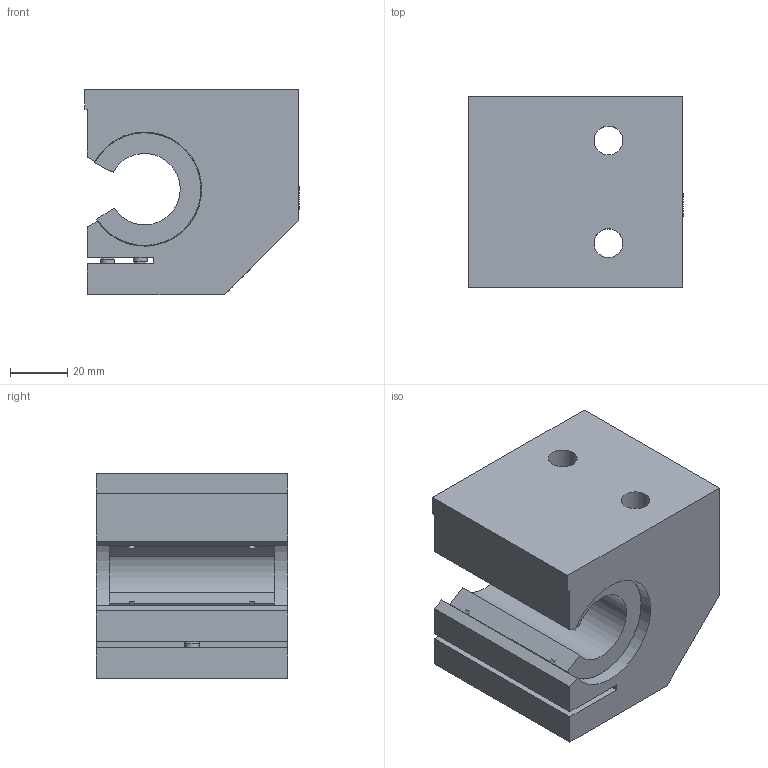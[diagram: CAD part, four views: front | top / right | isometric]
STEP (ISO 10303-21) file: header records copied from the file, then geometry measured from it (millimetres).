
FILE_DESCRIPTION(/* description */ ('Gehäuseeinheit mit seitlichem Segmentausschnitt und einstellbar'),/* implementation_level */ '2;1');
FILE_NAME(/* name */ '190600-0.step',/* time_stamp */ '2021-08-18T15:49:42+02:00',/* author */ ('MuellerJ'),/* organization */ (''),/* preprocessor_version */ 'ST-DEVELOPER v18.1',/* originating_system */ 'Autodesk Inventor 2021',/* authorisation */ '');
FILE_SCHEMA (('AUTOMOTIVE_DESIGN { 1 0 10303 214 3 1 1 }'));
Length unit declared in the file: millimetre
Products named in the file (3): leer; 18-0007-0FZ.001; leer_1
Assembly tree (2 placements, depth 2):
  leer
    18-0007-0FZ.001
    leer_1
Bounding box: 75.25 x 67 x 72 mm (x, y, z)
Volume: 262336.1 mm3; surface area: 53389.9 mm2
Topology: 2 solids, 2 shells, 79 faces, 186 edges, 124 vertices
Faces by surface type: plane 49, cylinder 25, torus 3, cone 2
Full cylindrical faces by diameter (mm): 2.9 x1, 4 x1, 4.134 x2, 4.3 x1, 4.917 x2, 5 x1, 6.5 x1, 7 x1, 8 x2, 10.106 x2, 10.5 x2, 18 x2
Entity records: 2477 total; most frequent: CARTESIAN_POINT 462, DIRECTION 417, ORIENTED_EDGE 372, EDGE_CURVE 186, AXIS2_PLACEMENT_3D 151, VERTEX_POINT 124, LINE 115, VECTOR 115
